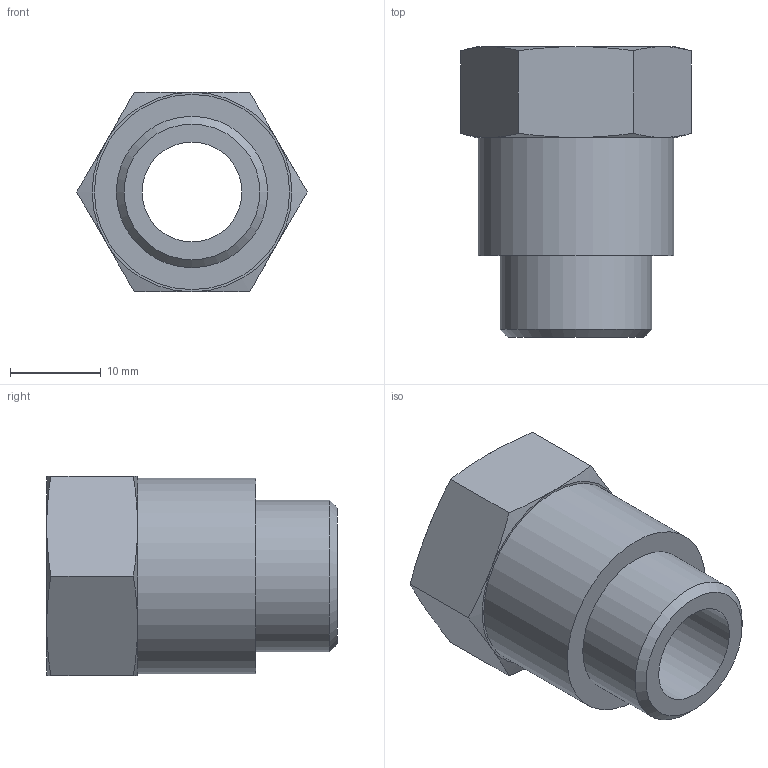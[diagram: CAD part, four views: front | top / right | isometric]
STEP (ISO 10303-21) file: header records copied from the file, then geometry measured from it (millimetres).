
FILE_DESCRIPTION(/* description */ ('STEP AP214'),/* implementation_level */ '2;1');
FILE_NAME(/* name */ '8030300_NPFC-E1-2G38-FM',/* time_stamp */ '2024-09-12T23:29:17+02:00',/* author */ ('License CC BY-ND 4.0'),/* organization */ ('CADENAS'),/* preprocessor_version */ 'ST-DEVELOPER v19.3',/* originating_system */ 'PARTsolutions',/* authorisation */ ' ');
FILE_SCHEMA (('AUTOMOTIVE_DESIGN {1 0 10303 214 3 1 1}'));
Length unit declared in the file: millimetre
Products named in the file (1): 8030300 NPFC-E1-2G38-FM
Bounding box: 25.4 x 32 x 22 mm (x, y, z)
Volume: 6566.6 mm3; surface area: 3985.5 mm2
Topology: 1 solids, 1 shells, 31 faces, 61 edges, 36 vertices
Faces by surface type: cone 14, plane 12, cylinder 5
Full cylindrical faces by diameter (mm): 11 x1, 13.2 x1, 14.95 x1, 16.662 x1, 21.5 x1
Entity records: 810 total; most frequent: CARTESIAN_POINT 194, DIRECTION 118, ORIENTED_EDGE 108, AXIS2_PLACEMENT_3D 56, EDGE_CURVE 54, EDGE_LOOP 44, FACE_BOUND 44, VERTEX_POINT 36
